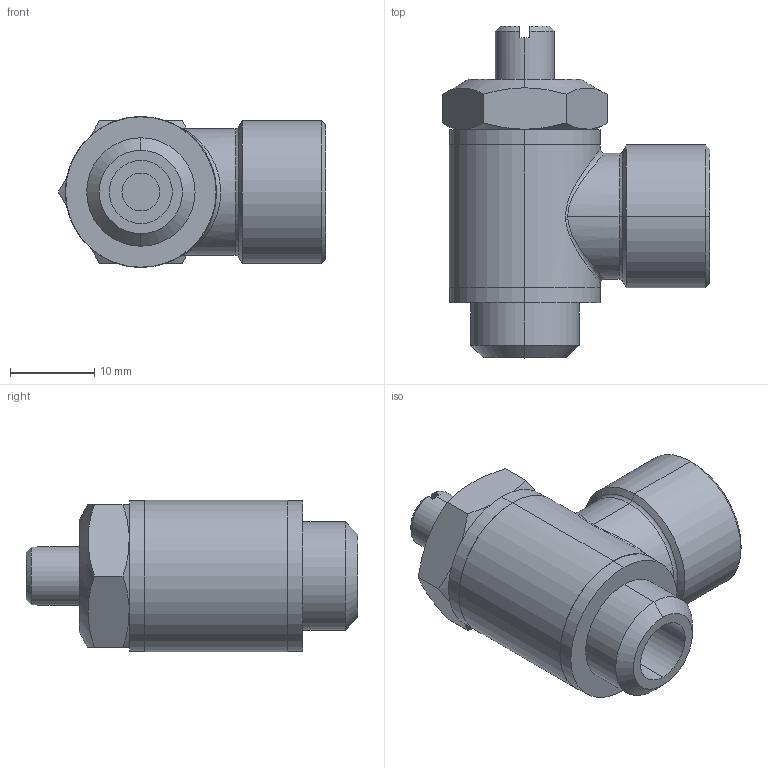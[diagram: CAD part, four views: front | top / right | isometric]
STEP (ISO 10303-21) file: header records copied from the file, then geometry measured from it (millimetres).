
FILE_DESCRIPTION (( 'STEP AP203' ), '1' );
FILE_NAME ('04070C02.STEP', '2010-04-28T09:08:42', ( '' ), ( 'sopra-pneumatic' ), 'SwSTEP 2.0', 'SolidWorks 2009', '' );
FILE_SCHEMA (( 'CONFIG_CONTROL_DESIGN' ));
Length unit declared in the file: millimetre
Products named in the file (1): 04070C02
Bounding box: 31.82 x 39.51 x 18 mm (x, y, z)
Volume: 8937.9 mm3; surface area: 3891.5 mm2
Topology: 1 solids, 3 shells, 64 faces, 137 edges, 88 vertices
Faces by surface type: cylinder 25, plane 23, cone 12, bspline 2, torus 2
Entity records: 3105 total; most frequent: CARTESIAN_POINT 1644, DIRECTION 295, ORIENTED_EDGE 274, EDGE_CURVE 137, AXIS2_PLACEMENT_3D 124, VERTEX_POINT 88, EDGE_LOOP 73, FACE_OUTER_BOUND 64
